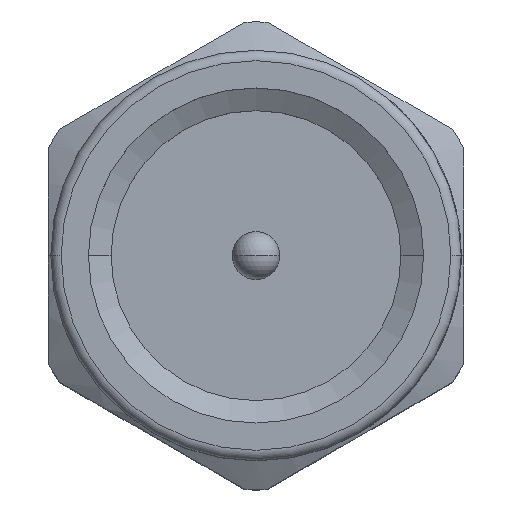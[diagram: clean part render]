
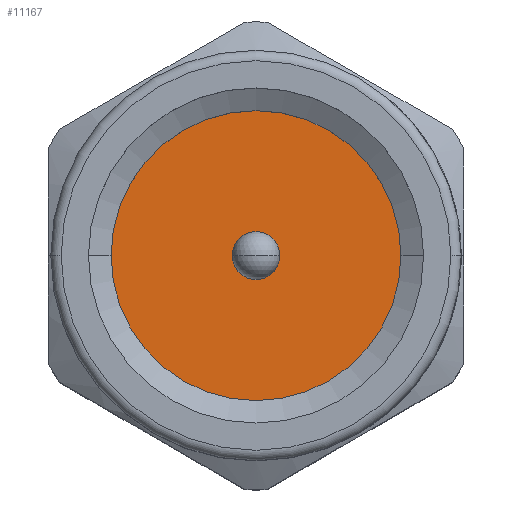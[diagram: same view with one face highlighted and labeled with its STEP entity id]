
A CAD part, top view. The second image highlights one B-rep face of the part: STEP entity #11167.
In plain terms, the highlighted planar face has unit normal (0, 0, 1).
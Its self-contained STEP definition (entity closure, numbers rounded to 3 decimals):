
#80 = AXIS2_PLACEMENT_3D ( 'NONE', #12838, #3245, #14444 ) ;
#313 = VERTEX_POINT ( 'NONE', #4356 ) ;
#634 = FACE_BOUND ( 'NONE', #9154, .T. ) ;
#652 = CARTESIAN_POINT ( 'NONE',  ( 0., 0., 1.115 ) ) ;
#1047 = CARTESIAN_POINT ( 'NONE',  ( 2.79, 0., 1.115 ) ) ;
#2223 = DIRECTION ( 'NONE',  ( -1., 0., 0. ) ) ;
#2460 = DIRECTION ( 'NONE',  ( 0., 0., 1. ) ) ;
#3245 = DIRECTION ( 'NONE',  ( 0., 0., 1. ) ) ;
#3743 = CARTESIAN_POINT ( 'NONE',  ( 0., 0., 1.115 ) ) ;
#3947 = EDGE_CURVE ( 'NONE', #313, #12995, #17506, .T. ) ;
#3948 = ORIENTED_EDGE ( 'NONE', *, *, #9857, .T. ) ;
#4233 = DIRECTION ( 'NONE',  ( -1., 0., 0. ) ) ;
#4356 = CARTESIAN_POINT ( 'NONE',  ( 0., -0.46, 1.115 ) ) ;
#5372 = DIRECTION ( 'NONE',  ( -1., 0., 0. ) ) ;
#5575 = VERTEX_POINT ( 'NONE', #1047 ) ;
#6010 = CIRCLE ( 'NONE', #8247, 2.79 ) ;
#6247 = ORIENTED_EDGE ( 'NONE', *, *, #15815, .T. ) ;
#7592 = AXIS2_PLACEMENT_3D ( 'NONE', #20223, #13827, #4233 ) ;
#8247 = AXIS2_PLACEMENT_3D ( 'NONE', #652, #11818, #2223 ) ;
#8611 = FACE_OUTER_BOUND ( 'NONE', #13647, .T. ) ;
#8645 = CIRCLE ( 'NONE', #80, 2.79 ) ;
#9154 = EDGE_LOOP ( 'NONE', ( #9892, #12762 ) ) ;
#9857 = EDGE_CURVE ( 'NONE', #12785, #5575, #6010, .T. ) ;
#9892 = ORIENTED_EDGE ( 'NONE', *, *, #3947, .F. ) ;
#11167 = ADVANCED_FACE ( 'NONE', ( #634, #8611 ), #12214, .F. ) ;
#11818 = DIRECTION ( 'NONE',  ( 0., 0., 1. ) ) ;
#12036 = CARTESIAN_POINT ( 'NONE',  ( 0., 0., 1.115 ) ) ;
#12148 = CARTESIAN_POINT ( 'NONE',  ( -2.79, 0., 1.115 ) ) ;
#12214 = PLANE ( 'NONE',  #7592 ) ;
#12762 = ORIENTED_EDGE ( 'NONE', *, *, #13707, .F. ) ;
#12785 = VERTEX_POINT ( 'NONE', #12148 ) ;
#12838 = CARTESIAN_POINT ( 'NONE',  ( 0., 0., 1.115 ) ) ;
#12944 = CIRCLE ( 'NONE', #15269, 0.46 ) ;
#12995 = VERTEX_POINT ( 'NONE', #16482 ) ;
#13643 = DIRECTION ( 'NONE',  ( -1., 0., 0. ) ) ;
#13647 = EDGE_LOOP ( 'NONE', ( #6247, #3948 ) ) ;
#13707 = EDGE_CURVE ( 'NONE', #12995, #313, #12944, .T. ) ;
#13827 = DIRECTION ( 'NONE',  ( 0., 0., -1. ) ) ;
#14444 = DIRECTION ( 'NONE',  ( -1., 0., 0. ) ) ;
#14459 = AXIS2_PLACEMENT_3D ( 'NONE', #3743, #14940, #5372 ) ;
#14940 = DIRECTION ( 'NONE',  ( 0., 0., 1. ) ) ;
#15269 = AXIS2_PLACEMENT_3D ( 'NONE', #12036, #2460, #13643 ) ;
#15815 = EDGE_CURVE ( 'NONE', #5575, #12785, #8645, .T. ) ;
#16482 = CARTESIAN_POINT ( 'NONE',  ( 0., 0.46, 1.115 ) ) ;
#17506 = CIRCLE ( 'NONE', #14459, 0.46 ) ;
#20223 = CARTESIAN_POINT ( 'NONE',  ( 0., 0., 1.115 ) ) ;
